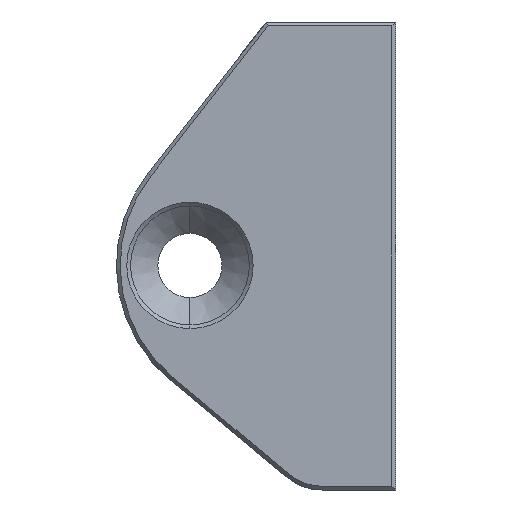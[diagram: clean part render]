
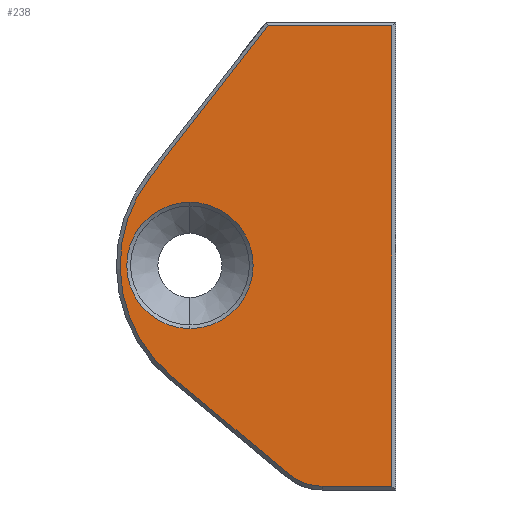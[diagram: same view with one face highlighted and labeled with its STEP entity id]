
A CAD part, left-side view. The second image highlights one B-rep face of the part: STEP entity #238.
In plain terms, the highlighted planar face has unit normal (-1, 0, 0).
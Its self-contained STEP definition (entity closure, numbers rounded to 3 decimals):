
#7 = VECTOR ( 'NONE', #507, 1000. ) ;
#12 = CARTESIAN_POINT ( 'NONE',  ( 0., -6.7, 12.7 ) ) ;
#13 = EDGE_CURVE ( 'NONE', #949, #537, #385, .T. ) ;
#30 = LINE ( 'NONE', #324, #124 ) ;
#53 = EDGE_CURVE ( 'NONE', #152, #117, #30, .T. ) ;
#71 = ORIENTED_EDGE ( 'NONE', *, *, #201, .T. ) ;
#86 = VECTOR ( 'NONE', #796, 1000. ) ;
#91 = DIRECTION ( 'NONE',  ( -1., 0., 0. ) ) ;
#95 = DIRECTION ( 'NONE',  ( 0., 0., -1. ) ) ;
#99 = CARTESIAN_POINT ( 'NONE',  ( 0., 4., -3.35 ) ) ;
#117 = VERTEX_POINT ( 'NONE', #337 ) ;
#124 = VECTOR ( 'NONE', #616, 1000. ) ;
#152 = VERTEX_POINT ( 'NONE', #184 ) ;
#160 = AXIS2_PLACEMENT_3D ( 'NONE', #756, #91, #903 ) ;
#166 = DIRECTION ( 'NONE',  ( 1., 0., 0. ) ) ;
#184 = CARTESIAN_POINT ( 'NONE',  ( 0., -0.146, 12.7 ) ) ;
#201 = EDGE_CURVE ( 'NONE', #802, #353, #571, .T. ) ;
#202 = VERTEX_POINT ( 'NONE', #620 ) ;
#218 = LINE ( 'NONE', #681, #683 ) ;
#221 = ORIENTED_EDGE ( 'NONE', *, *, #392, .T. ) ;
#238 = ADVANCED_FACE ( 'NONE', ( #434, #884 ), #503, .F. ) ;
#239 = CARTESIAN_POINT ( 'NONE',  ( 0., 4., 0. ) ) ;
#283 = LINE ( 'NONE', #298, #7 ) ;
#296 = ORIENTED_EDGE ( 'NONE', *, *, #13, .T. ) ;
#298 = CARTESIAN_POINT ( 'NONE',  ( 0., 0., 12.7 ) ) ;
#300 = CARTESIAN_POINT ( 'NONE',  ( 0., 0., 0. ) ) ;
#324 = CARTESIAN_POINT ( 'NONE',  ( 0., 6.069, 4.738 ) ) ;
#328 = DIRECTION ( 'NONE',  ( 0., 0., 1. ) ) ;
#337 = CARTESIAN_POINT ( 'NONE',  ( 0., 6.069, 4.738 ) ) ;
#353 = VERTEX_POINT ( 'NONE', #12 ) ;
#373 = AXIS2_PLACEMENT_3D ( 'NONE', #758, #166, #95 ) ;
#378 = ORIENTED_EDGE ( 'NONE', *, *, #587, .T. ) ;
#385 = CIRCLE ( 'NONE', #160, 2.7 ) ;
#392 = EDGE_CURVE ( 'NONE', #659, #811, #634, .T. ) ;
#396 = EDGE_CURVE ( 'NONE', #811, #659, #605, .T. ) ;
#419 = CARTESIAN_POINT ( 'NONE',  ( 0., -1.273, -11.076 ) ) ;
#422 = CARTESIAN_POINT ( 'NONE',  ( 0., -6.7, 0. ) ) ;
#424 = CARTESIAN_POINT ( 'NONE',  ( 0., 4.925, -5.919 ) ) ;
#434 = FACE_OUTER_BOUND ( 'NONE', #676, .T. ) ;
#443 = ORIENTED_EDGE ( 'NONE', *, *, #53, .T. ) ;
#457 = VECTOR ( 'NONE', #328, 1000. ) ;
#494 = ORIENTED_EDGE ( 'NONE', *, *, #612, .T. ) ;
#503 = PLANE ( 'NONE',  #603 ) ;
#507 = DIRECTION ( 'NONE',  ( 0., 1., 0. ) ) ;
#513 = CARTESIAN_POINT ( 'NONE',  ( 0., 0., 0. ) ) ;
#537 = VERTEX_POINT ( 'NONE', #766 ) ;
#543 = AXIS2_PLACEMENT_3D ( 'NONE', #513, #945, #803 ) ;
#571 = LINE ( 'NONE', #422, #457 ) ;
#573 = ORIENTED_EDGE ( 'NONE', *, *, #658, .T. ) ;
#587 = EDGE_CURVE ( 'NONE', #353, #152, #283, .T. ) ;
#594 = DIRECTION ( 'NONE',  ( 0., -1., 0. ) ) ;
#595 = AXIS2_PLACEMENT_3D ( 'NONE', #239, #748, #678 ) ;
#603 = AXIS2_PLACEMENT_3D ( 'NONE', #300, #735, #656 ) ;
#605 = CIRCLE ( 'NONE', #595, 3.35 ) ;
#612 = EDGE_CURVE ( 'NONE', #537, #802, #218, .T. ) ;
#616 = DIRECTION ( 'NONE',  ( 0., 0.615, -0.788 ) ) ;
#620 = CARTESIAN_POINT ( 'NONE',  ( 0., 4.925, -5.919 ) ) ;
#634 = CIRCLE ( 'NONE', #373, 3.35 ) ;
#656 = DIRECTION ( 'NONE',  ( 0., 0., -1. ) ) ;
#658 = EDGE_CURVE ( 'NONE', #117, #202, #924, .T. ) ;
#659 = VERTEX_POINT ( 'NONE', #859 ) ;
#676 = EDGE_LOOP ( 'NONE', ( #378, #443, #573, #807, #296, #494, #71 ) ) ;
#678 = DIRECTION ( 'NONE',  ( 0., 0., -1. ) ) ;
#681 = CARTESIAN_POINT ( 'NONE',  ( 0., 0., -11.7 ) ) ;
#683 = VECTOR ( 'NONE', #594, 1000. ) ;
#686 = CARTESIAN_POINT ( 'NONE',  ( 0., -6.7, -11.7 ) ) ;
#724 = LINE ( 'NONE', #424, #86 ) ;
#735 = DIRECTION ( 'NONE',  ( 1., 0., 0. ) ) ;
#748 = DIRECTION ( 'NONE',  ( 1., 0., 0. ) ) ;
#756 = CARTESIAN_POINT ( 'NONE',  ( 0., -3., -9. ) ) ;
#758 = CARTESIAN_POINT ( 'NONE',  ( 0., 4., 0. ) ) ;
#766 = CARTESIAN_POINT ( 'NONE',  ( 0., -3., -11.7 ) ) ;
#796 = DIRECTION ( 'NONE',  ( 0., -0.769, -0.64 ) ) ;
#802 = VERTEX_POINT ( 'NONE', #686 ) ;
#803 = DIRECTION ( 'NONE',  ( 0., 0., -1. ) ) ;
#807 = ORIENTED_EDGE ( 'NONE', *, *, #919, .T. ) ;
#811 = VERTEX_POINT ( 'NONE', #99 ) ;
#815 = ORIENTED_EDGE ( 'NONE', *, *, #396, .T. ) ;
#832 = EDGE_LOOP ( 'NONE', ( #221, #815 ) ) ;
#859 = CARTESIAN_POINT ( 'NONE',  ( 0., 4., 3.35 ) ) ;
#884 = FACE_BOUND ( 'NONE', #832, .T. ) ;
#903 = DIRECTION ( 'NONE',  ( 0., 0., -1. ) ) ;
#919 = EDGE_CURVE ( 'NONE', #202, #949, #724, .T. ) ;
#924 = CIRCLE ( 'NONE', #543, 7.7 ) ;
#945 = DIRECTION ( 'NONE',  ( -1., 0., 0. ) ) ;
#949 = VERTEX_POINT ( 'NONE', #419 ) ;
